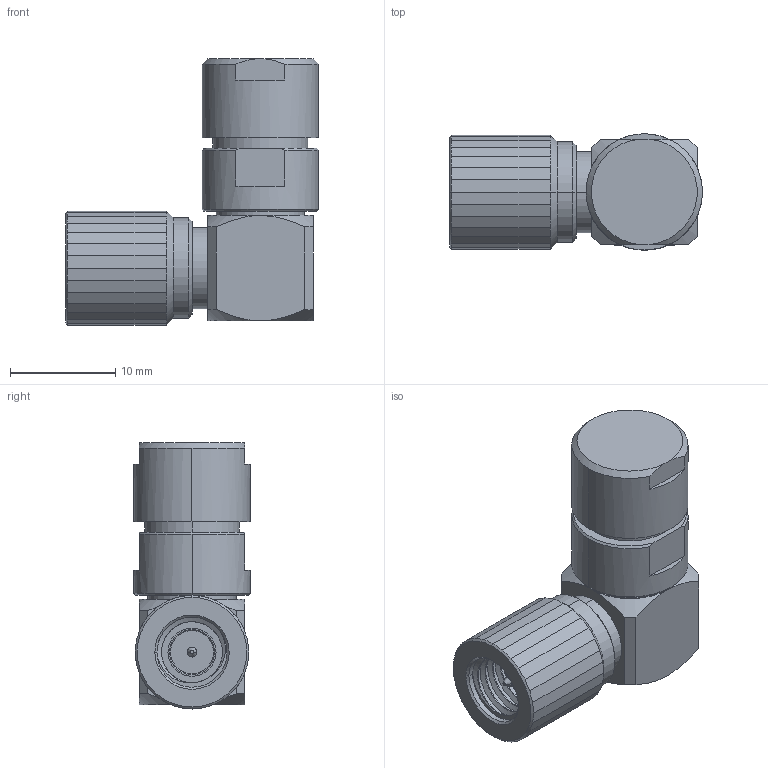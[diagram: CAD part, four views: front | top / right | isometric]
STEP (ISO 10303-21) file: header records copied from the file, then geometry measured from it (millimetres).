
FILE_DESCRIPTION((''),'2;1');
FILE_NAME('2','2021-08-26T',('Administrator'),(''),'PRO/ENGINEER BY PARAMETRIC TECHNOLOGY CORPORATION, 2012090','PRO/ENGINEER BY PARAMETRIC TECHNOLOGY CORPORATION, 2012090','');
FILE_SCHEMA(('CONFIG_CONTROL_DESIGN'));
Length unit declared in the file: millimetre
Products named in the file (1): 2
Bounding box: 24 x 11.04 x 25.25 mm (x, y, z)
Volume: 3284 mm3; surface area: 1892.6 mm2
Topology: 1 solids, 1 shells, 119 faces, 290 edges, 184 vertices
Faces by surface type: plane 59, cylinder 28, cone 26, bspline 6
Entity records: 4664 total; most frequent: CARTESIAN_POINT 2008, ORIENTED_EDGE 580, DIRECTION 478, EDGE_CURVE 290, AXIS2_PLACEMENT_3D 188, VERTEX_POINT 184, EDGE_LOOP 130, FACE_OUTER_BOUND 119
